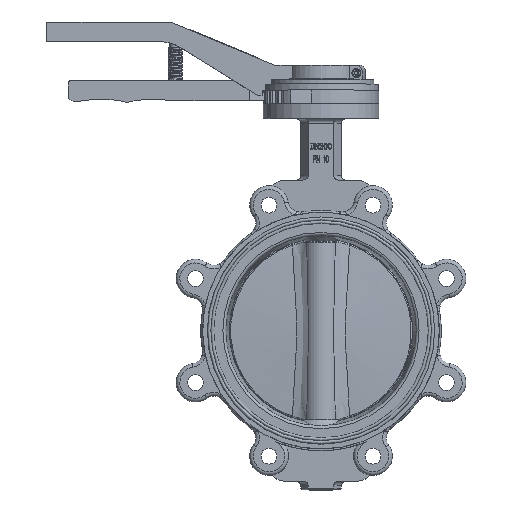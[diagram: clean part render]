
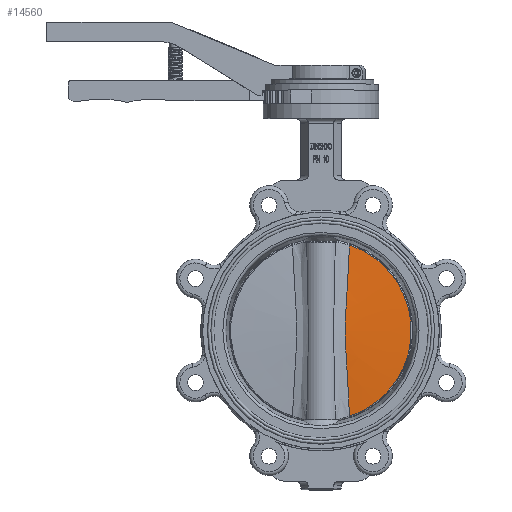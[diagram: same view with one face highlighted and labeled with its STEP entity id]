
A CAD part, top view. The second image highlights one B-rep face of the part: STEP entity #14560.
In plain terms, the highlighted conical face has half-angle 86.515 degrees and reference radius 99.225 mm.
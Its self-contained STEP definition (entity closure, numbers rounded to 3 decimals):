
#195=CONICAL_SURFACE('',#16463,99.225,1.51);
#1110=CIRCLE('',#16464,98.066);
#5350=ORIENTED_EDGE('',*,*,#8641,.T.);
#5351=ORIENTED_EDGE('',*,*,#8642,.T.);
#8641=EDGE_CURVE('',#10439,#10440,#11361,.T.);
#8642=EDGE_CURVE('',#10440,#10439,#1110,.F.);
#10439=VERTEX_POINT('',#27783);
#10440=VERTEX_POINT('',#27784);
#11361=B_SPLINE_CURVE_WITH_KNOTS('',3,(#27772,#27773,#27774,#27775,#27776,
#27777,#27778,#27779,#27780,#27781,#27782),.UNSPECIFIED.,.F.,.F.,(4,1,1,
1,1,1,1,1,4),(0.001,0.025,0.048,
0.071,0.095,0.118,0.141,
0.164,0.188),.UNSPECIFIED.);
#12129=EDGE_LOOP('',(#5350,#5351));
#13230=FACE_BOUND('',#12129,.T.);
#14560=ADVANCED_FACE('',(#13230),#195,.T.);
#16463=AXIS2_PLACEMENT_3D('',#27771,#19120,#19121);
#16464=AXIS2_PLACEMENT_3D('',#27785,#19122,#19123);
#19120=DIRECTION('',(0.,1.,0.));
#19121=DIRECTION('',(-1.,0.,0.));
#19122=DIRECTION('',(0.,1.,0.));
#19123=DIRECTION('',(-1.,0.,0.));
#27771=CARTESIAN_POINT('',(0.,-4.,0.));
#27772=CARTESIAN_POINT('',(30.963,-4.071,93.049));
#27773=CARTESIAN_POINT('',(30.589,-4.526,85.295));
#27774=CARTESIAN_POINT('',(29.806,-5.43,69.79));
#27775=CARTESIAN_POINT('',(28.513,-6.737,46.533));
#27776=CARTESIAN_POINT('',(27.085,-7.942,23.288));
#27777=CARTESIAN_POINT('',(25.8,-8.698,-0.028));
#27778=CARTESIAN_POINT('',(27.088,-7.94,-23.318));
#27779=CARTESIAN_POINT('',(28.514,-6.736,-46.556));
#27780=CARTESIAN_POINT('',(29.806,-5.429,-69.801));
#27781=CARTESIAN_POINT('',(30.59,-4.526,-85.299));
#27782=CARTESIAN_POINT('',(30.963,-4.071,-93.049));
#27783=CARTESIAN_POINT('',(30.963,-4.071,93.049));
#27784=CARTESIAN_POINT('',(30.963,-4.071,-93.049));
#27785=CARTESIAN_POINT('',(0.,-4.071,0.));
